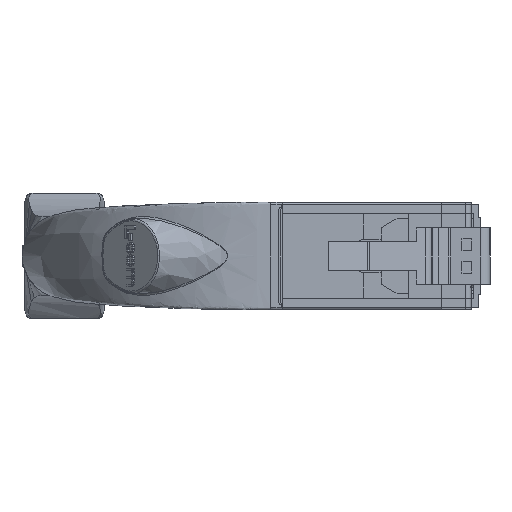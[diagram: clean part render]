
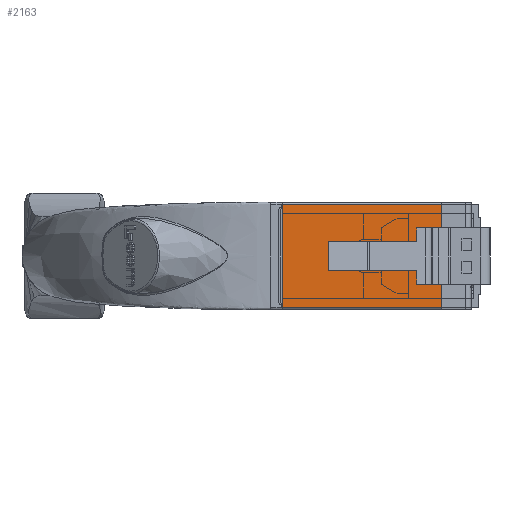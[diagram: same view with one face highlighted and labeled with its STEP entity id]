
A CAD part, left-side view. The second image highlights one B-rep face of the part: STEP entity #2163.
In plain terms, the highlighted face is planar.
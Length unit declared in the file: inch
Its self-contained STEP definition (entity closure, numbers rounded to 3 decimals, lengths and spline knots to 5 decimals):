
#2069 = VECTOR ( 'NONE', #49978, 39.37008 ) ;
#2163 = ADVANCED_FACE ( '?4', ( #9435 ), #21401, .T. ) ;
#5153 = DIRECTION ( 'NONE',  ( 0., -1., 0. ) ) ;
#9435 = FACE_OUTER_BOUND ( 'NONE', #34981, .T. ) ;
#10575 = DIRECTION ( 'NONE',  ( 0., 0., -1. ) ) ;
#16523 = EDGE_CURVE ( 'NONE', #43285, #22509, #23130, .T. ) ;
#16993 = EDGE_CURVE ( 'NONE', #42458, #27140, #32426, .T. ) ;
#17233 = LINE ( 'NONE', #31102, #26542 ) ;
#18472 = ORIENTED_EDGE ( 'NONE', *, *, #16523, .F. ) ;
#21401 = PLANE ( 'NONE',  #39025 ) ;
#22285 = CARTESIAN_POINT ( 'NONE',  ( 0.21024, -0.1628, 0. ) ) ;
#22509 = VERTEX_POINT ( 'NONE', #33254 ) ;
#23130 = LINE ( 'NONE', #41481, #44231 ) ;
#23785 = ORIENTED_EDGE ( 'NONE', *, *, #16993, .F. ) ;
#24585 = CARTESIAN_POINT ( 'NONE',  ( 0.21811, -0.1628, 0. ) ) ;
#25682 = ORIENTED_EDGE ( 'NONE', *, *, #26195, .F. ) ;
#26195 = EDGE_CURVE ( 'NONE', #22509, #42458, #29651, .T. ) ;
#26542 = VECTOR ( 'NONE', #27269, 39.37008 ) ;
#27140 = VERTEX_POINT ( 'NONE', #50130 ) ;
#27269 = DIRECTION ( 'NONE',  ( 0., 0., -1. ) ) ;
#29651 = LINE ( 'NONE', #46250, #48209 ) ;
#31102 = CARTESIAN_POINT ( 'NONE',  ( -0.21811, -0.1628, 0.80709 ) ) ;
#32426 = LINE ( 'NONE', #22285, #2069 ) ;
#32854 = EDGE_CURVE ( 'NONE', #43285, #27140, #17233, .T. ) ;
#32885 = DIRECTION ( 'NONE',  ( 0., 0., -1. ) ) ;
#33254 = CARTESIAN_POINT ( 'NONE',  ( 0.21811, -0.1628, 0.67913 ) ) ;
#34675 = ORIENTED_EDGE ( 'NONE', *, *, #32854, .T. ) ;
#34981 = EDGE_LOOP ( 'NONE', ( #18472, #34675, #23785, #25682 ) ) ;
#37515 = CARTESIAN_POINT ( 'NONE',  ( -0.22992, -0.1628, 0.80709 ) ) ;
#39025 = AXIS2_PLACEMENT_3D ( 'NONE', #37515, #5153, #32885 ) ;
#41481 = CARTESIAN_POINT ( 'NONE',  ( -0.22992, -0.1628, 0.67913 ) ) ;
#42458 = VERTEX_POINT ( 'NONE', #24585 ) ;
#43285 = VERTEX_POINT ( 'NONE', #49975 ) ;
#44231 = VECTOR ( 'NONE', #45458, 39.37008 ) ;
#45458 = DIRECTION ( 'NONE',  ( 1., 0., 0. ) ) ;
#46250 = CARTESIAN_POINT ( 'NONE',  ( 0.21811, -0.1628, 0.80709 ) ) ;
#48209 = VECTOR ( 'NONE', #10575, 39.37008 ) ;
#49975 = CARTESIAN_POINT ( 'NONE',  ( -0.21811, -0.1628, 0.67913 ) ) ;
#49978 = DIRECTION ( 'NONE',  ( -1., 0., 0. ) ) ;
#50130 = CARTESIAN_POINT ( 'NONE',  ( -0.21811, -0.1628, 0. ) ) ;
